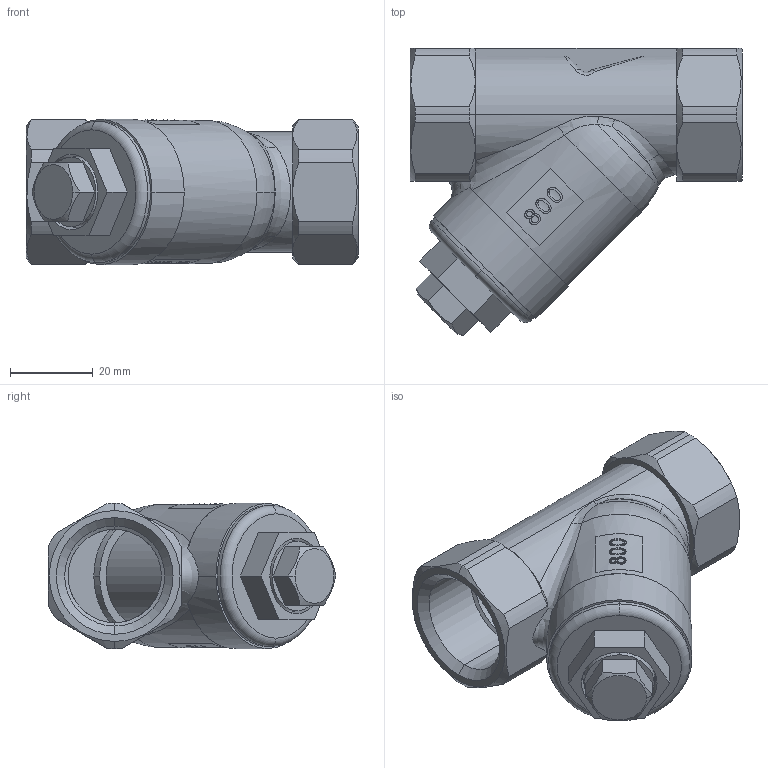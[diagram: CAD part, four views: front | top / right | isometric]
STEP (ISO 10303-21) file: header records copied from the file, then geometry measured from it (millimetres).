
FILE_DESCRIPTION (( 'STEP AP214' ), '1' );
FILE_NAME ('613 DN20.STEP', '2018-08-13T08:11:23', ( '' ), ( '' ), 'SwSTEP 2.0', 'SolidWorks 2015', '' );
FILE_SCHEMA (( 'AUTOMOTIVE_DESIGN' ));
Length unit declared in the file: millimetre
Products named in the file (7): ENG-025267___; 613 DN20; ENG-025266___; ENG-025268___; ENG-025269___; ENG-025270___; ENG-025265___
Assembly tree (6 placements, depth 2):
  613 DN20
    ENG-025267___
    ENG-025265___
    ENG-025270___
    ENG-025269___
    ENG-025268___
    ENG-025266___
Bounding box: 80 x 69.26 x 35 mm (x, y, z)
Volume: 45776 mm3; surface area: 33294.3 mm2
Topology: 6 solids, 6 shells, 352 faces, 882 edges, 571 vertices
Faces by surface type: bspline 115, plane 103, cylinder 92, cone 36, torus 6
Entity records: 25977 total; most frequent: CARTESIAN_POINT 18107, ORIENTED_EDGE 1760, DIRECTION 1199, EDGE_CURVE 880, VERTEX_POINT 571, AXIS2_PLACEMENT_3D 484, EDGE_LOOP 395, B_SPLINE_CURVE_WITH_KNOTS 392
